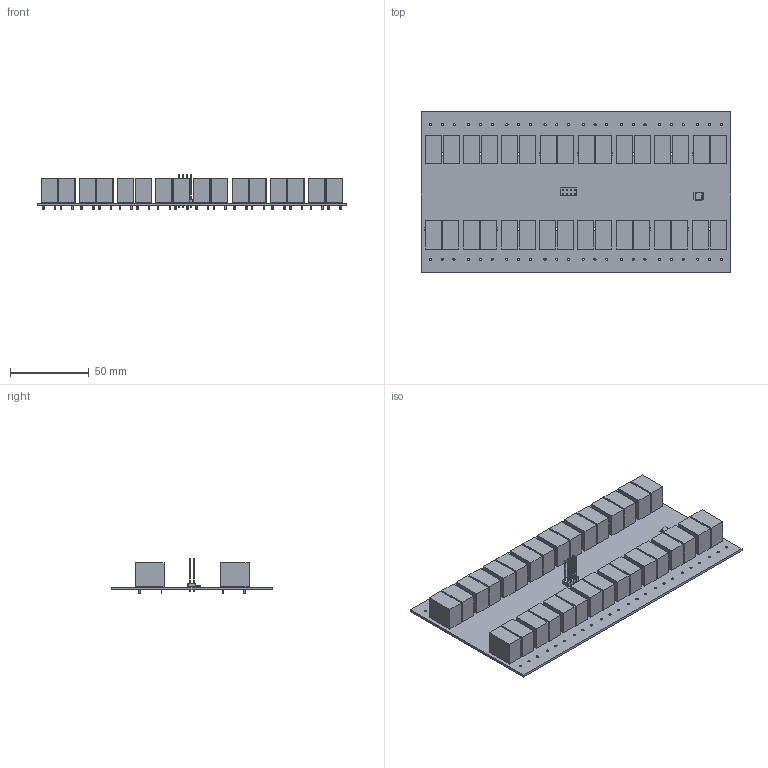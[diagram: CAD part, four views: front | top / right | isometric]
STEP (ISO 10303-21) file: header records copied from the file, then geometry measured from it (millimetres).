
FILE_DESCRIPTION(('KiCad electronic assembly'),'2;1');
FILE_NAME('boneIO - relay board 32x10A.step','2022-05-21T21:24:58',( 'Pcbnew'),('Kicad'),'Open CASCADE STEP processor 7.5', 'KiCad to STEP converter','Unknown');
FILE_SCHEMA(('AUTOMOTIVE_DESIGN { 1 0 10303 214 1 1 1 1 }'));
Length unit declared in the file: millimetre
Products named in the file (8): boneIO - relay board 32x10A 1; HSOP-8-1EP_3.9x4.9mm_P1.27mm_EP2.41x3.1mm; SOLID; HF32F; PH80DS-21; boneIO - relay board 32x10A PCB
Assembly tree (38 placements, depth 3):
  boneIO - relay board 32x10A 1
    HSOP-8-1EP_3.9x4.9mm_P1.27mm_EP2.41x3.1mm
      SOLID
    HF32F  x32
      SOLID
    PH80DS-21
      SOLID
    boneIO - relay board 32x10A PCB
Bounding box: 197 x 102 x 22 mm (x, y, z)
Volume: 123061 mm3; surface area: 82934.8 mm2
Topology: 35 solids, 35 shells, 907 faces, 2145 edges, 1390 vertices
Faces by surface type: bspline 653, cylinder 184, plane 70
Full cylindrical faces by diameter (mm): 0.9 x64, 1 x8, 1.1 x64, 1.4 x48
Entity records: 41640 total; most frequent: CARTESIAN_POINT 12751, ORIENTED_EDGE 3174, PCURVE 3174, DEFINITIONAL_REPRESENTATION 3174, DIRECTION 2854, B_SPLINE_CURVE_WITH_KNOTS 2353, EDGE_CURVE 1587, LINE 1532
